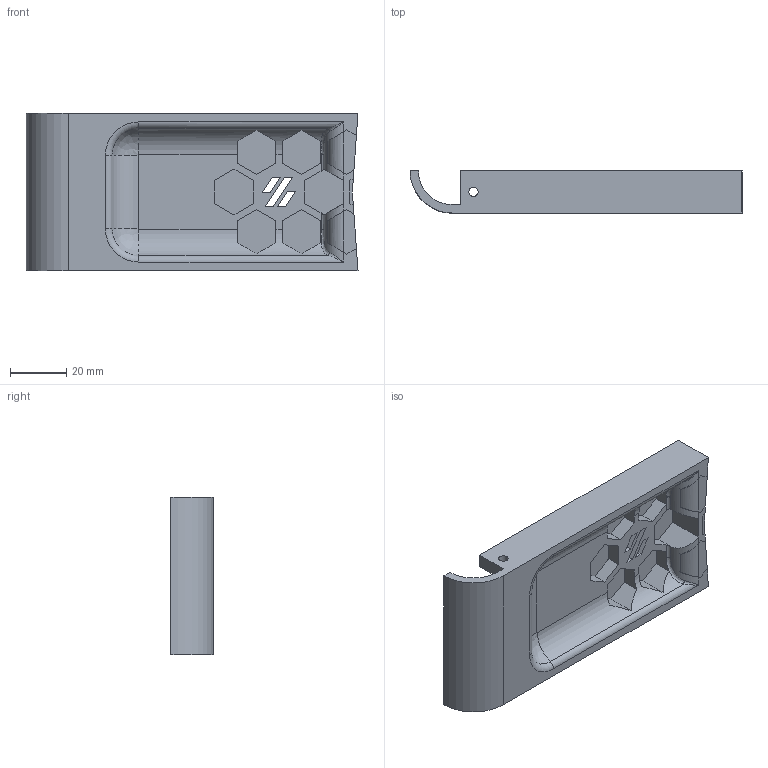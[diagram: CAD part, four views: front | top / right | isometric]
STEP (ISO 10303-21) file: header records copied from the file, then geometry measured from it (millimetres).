
FILE_DESCRIPTION(/* description */ (''),/* implementation_level */ '2;1');
FILE_NAME(/* name */ '180DoomCorner_AA_x4(Mirror).step',/* time_stamp */ '2024-11-14T23:44:51-05:00',/* author */ (''),/* organization */ (''),/* preprocessor_version */ 'ST-DEVELOPER v20',/* originating_system */ 'Autodesk Translation Framework v13.20.0.188',/* authorisation */ '');
FILE_SCHEMA (('AUTOMOTIVE_DESIGN { 1 0 10303 214 3 1 1 }'));
Length unit declared in the file: millimetre
Products named in the file (1): 180DoomCorner_AA_x4(Mirror)
Bounding box: 117.76 x 15 x 56 mm (x, y, z)
Volume: 46443.2 mm3; surface area: 24681.6 mm2
Topology: 10 solids, 10 shells, 187 faces, 496 edges, 326 vertices
Faces by surface type: plane 160, cylinder 19, bspline 6, torus 2
Full cylindrical faces by diameter (mm): 3.3 x1, 4.2 x2, 4.7 x2
Entity records: 5954 total; most frequent: CARTESIAN_POINT 1206, ORIENTED_EDGE 988, DIRECTION 916, EDGE_CURVE 494, LINE 420, VECTOR 420, VERTEX_POINT 326, AXIS2_PLACEMENT_3D 248
